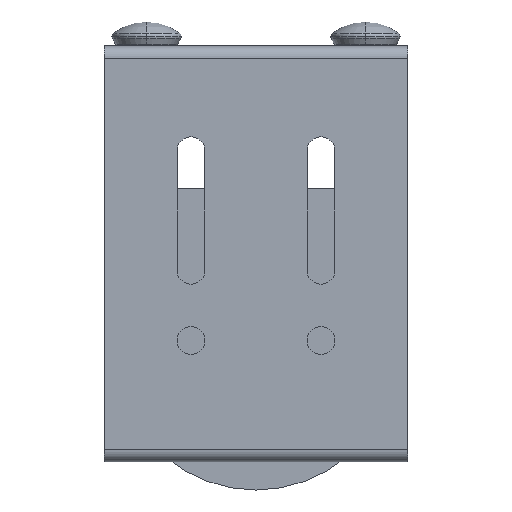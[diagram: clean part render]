
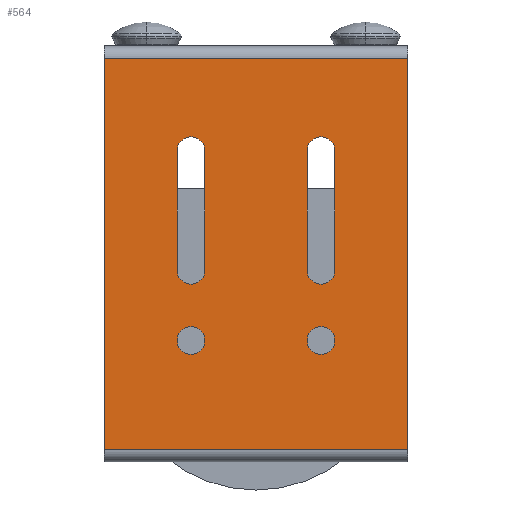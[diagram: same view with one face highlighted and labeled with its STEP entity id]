
A CAD part, left-side view. The second image highlights one B-rep face of the part: STEP entity #564.
In plain terms, the highlighted planar face has unit normal (-1, 0, 0).
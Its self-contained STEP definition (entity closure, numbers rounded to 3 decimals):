
#564=ADVANCED_FACE('',(#1362,#1363,#1364,#1365,#1366),#1367,.T.);
#1362=FACE_BOUND('',#2440,.T.);
#1363=FACE_BOUND('',#2441,.T.);
#1364=FACE_BOUND('',#2442,.T.);
#1365=FACE_BOUND('',#2443,.T.);
#1366=FACE_OUTER_BOUND('',#2444,.T.);
#1367=PLANE('',#2445);
#2440=EDGE_LOOP('',(#4059,#4060,#4061,#4062));
#2441=EDGE_LOOP('',(#4063,#4064,#4065,#4066));
#2442=EDGE_LOOP('',(#4067,#4068));
#2443=EDGE_LOOP('',(#4069,#4070));
#2444=EDGE_LOOP('',(#4071,#4072,#4073,#4074));
#2445=AXIS2_PLACEMENT_3D('',#4075,#4076,#4077);
#4059=ORIENTED_EDGE('',*,*,#6116,.T.);
#4060=ORIENTED_EDGE('',*,*,#6331,.T.);
#4061=ORIENTED_EDGE('',*,*,#6121,.T.);
#4062=ORIENTED_EDGE('',*,*,#6328,.T.);
#4063=ORIENTED_EDGE('',*,*,#6106,.T.);
#4064=ORIENTED_EDGE('',*,*,#6337,.T.);
#4065=ORIENTED_EDGE('',*,*,#6111,.T.);
#4066=ORIENTED_EDGE('',*,*,#6334,.T.);
#4067=ORIENTED_EDGE('',*,*,#6342,.T.);
#4068=ORIENTED_EDGE('',*,*,#6092,.T.);
#4069=ORIENTED_EDGE('',*,*,#6345,.T.);
#4070=ORIENTED_EDGE('',*,*,#6087,.T.);
#4071=ORIENTED_EDGE('',*,*,#6376,.T.);
#4072=ORIENTED_EDGE('',*,*,#6377,.F.);
#4073=ORIENTED_EDGE('',*,*,#6353,.F.);
#4074=ORIENTED_EDGE('',*,*,#6374,.T.);
#4075=CARTESIAN_POINT('',(0.0,35.0,48.));
#4076=DIRECTION('',(-1.0,0.0,0.0));
#4077=DIRECTION('',(0.0,0.0,-1.0));
#6087=EDGE_CURVE('',#7224,#7221,#7225,.T.);
#6092=EDGE_CURVE('',#7233,#7230,#7234,.T.);
#6106=EDGE_CURVE('',#7257,#7254,#7258,.T.);
#6111=EDGE_CURVE('',#7266,#7263,#7267,.T.);
#6116=EDGE_CURVE('',#7275,#7272,#7276,.T.);
#6121=EDGE_CURVE('',#7284,#7281,#7285,.T.);
#6328=EDGE_CURVE('',#7281,#7275,#7588,.T.);
#6331=EDGE_CURVE('',#7272,#7284,#7591,.T.);
#6334=EDGE_CURVE('',#7263,#7257,#7594,.T.);
#6337=EDGE_CURVE('',#7254,#7266,#7597,.T.);
#6342=EDGE_CURVE('',#7230,#7233,#7602,.T.);
#6345=EDGE_CURVE('',#7221,#7224,#7605,.T.);
#6353=EDGE_CURVE('',#7613,#7614,#7615,.T.);
#6374=EDGE_CURVE('',#7613,#7643,#7645,.T.);
#6376=EDGE_CURVE('',#7643,#7647,#7648,.T.);
#6377=EDGE_CURVE('',#7614,#7647,#7649,.T.);
#7221=VERTEX_POINT('',#8814);
#7224=VERTEX_POINT('',#8818);
#7225=CIRCLE('',#8819,3.2);
#7230=VERTEX_POINT('',#8825);
#7233=VERTEX_POINT('',#8829);
#7234=CIRCLE('',#8830,3.2);
#7254=VERTEX_POINT('',#8854);
#7257=VERTEX_POINT('',#8858);
#7258=CIRCLE('',#8859,3.2);
#7263=VERTEX_POINT('',#8865);
#7266=VERTEX_POINT('',#8869);
#7267=CIRCLE('',#8870,3.2);
#7272=VERTEX_POINT('',#8876);
#7275=VERTEX_POINT('',#8880);
#7276=CIRCLE('',#8881,3.2);
#7281=VERTEX_POINT('',#8887);
#7284=VERTEX_POINT('',#8891);
#7285=CIRCLE('',#8892,3.2);
#7588=LINE('',#9304,#9305);
#7591=LINE('',#9309,#9310);
#7594=LINE('',#9314,#9315);
#7597=LINE('',#9319,#9320);
#7602=CIRCLE('',#9326,3.2);
#7605=CIRCLE('',#9329,3.2);
#7613=VERTEX_POINT('',#9341);
#7614=VERTEX_POINT('',#9342);
#7615=LINE('',#9343,#9344);
#7643=VERTEX_POINT('',#9381);
#7645=LINE('',#9383,#9384);
#7647=VERTEX_POINT('',#9386);
#7648=LINE('',#9387,#9388);
#7649=LINE('',#9389,#9390);
#8814=CARTESIAN_POINT('',(0.0,-15.0,24.8));
#8818=CARTESIAN_POINT('',(0.0,-15.0,31.2));
#8819=AXIS2_PLACEMENT_3D('',#10814,#10815,#10816);
#8825=CARTESIAN_POINT('',(0.0,15.0,24.8));
#8829=CARTESIAN_POINT('',(0.0,15.0,31.2));
#8830=AXIS2_PLACEMENT_3D('',#10822,#10823,#10824);
#8854=CARTESIAN_POINT('',(0.0,-18.2,71.8));
#8858=CARTESIAN_POINT('',(0.0,-11.8,71.8));
#8859=AXIS2_PLACEMENT_3D('',#10845,#10846,#10847);
#8865=CARTESIAN_POINT('',(0.0,-11.8,44.2));
#8869=CARTESIAN_POINT('',(0.0,-18.2,44.2));
#8870=AXIS2_PLACEMENT_3D('',#10853,#10854,#10855);
#8876=CARTESIAN_POINT('',(0.0,11.8,71.8));
#8880=CARTESIAN_POINT('',(0.0,18.2,71.8));
#8881=AXIS2_PLACEMENT_3D('',#10861,#10862,#10863);
#8887=CARTESIAN_POINT('',(0.0,18.2,44.2));
#8891=CARTESIAN_POINT('',(0.0,11.8,44.2));
#8892=AXIS2_PLACEMENT_3D('',#10869,#10870,#10871);
#9304=CARTESIAN_POINT('',(0.0,18.2,53.));
#9305=VECTOR('',#11214,1.0);
#9309=CARTESIAN_POINT('',(0.0,11.8,56.45));
#9310=VECTOR('',#11216,1.0);
#9314=CARTESIAN_POINT('',(0.0,-11.8,53.));
#9315=VECTOR('',#11218,1.0);
#9319=CARTESIAN_POINT('',(0.0,-18.2,56.45));
#9320=VECTOR('',#11220,1.0);
#9326=AXIS2_PLACEMENT_3D('',#11225,#11226,#11227);
#9329=AXIS2_PLACEMENT_3D('',#11231,#11232,#11233);
#9341=CARTESIAN_POINT('',(0.,35.0,2.88));
#9342=CARTESIAN_POINT('',(0.0,35.0,93.12));
#9343=CARTESIAN_POINT('',(0.0,35.0,2.88));
#9344=VECTOR('',#11238,1.0);
#9381=CARTESIAN_POINT('',(0.,-35.0,2.88));
#9383=CARTESIAN_POINT('',(0.,35.0,2.88));
#9384=VECTOR('',#11269,1.0);
#9386=CARTESIAN_POINT('',(0.0,-35.0,93.12));
#9387=CARTESIAN_POINT('',(0.0,-35.0,2.88));
#9388=VECTOR('',#11270,1.0);
#9389=CARTESIAN_POINT('',(0.0,35.0,93.12));
#9390=VECTOR('',#11271,1.0);
#10814=CARTESIAN_POINT('',(0.0,-15.0,28.0));
#10815=DIRECTION('',(1.0,-0.0,0.0));
#10816=DIRECTION('',(0.0,0.0,-1.0));
#10822=CARTESIAN_POINT('',(0.0,15.0,28.0));
#10823=DIRECTION('',(1.0,-0.0,0.0));
#10824=DIRECTION('',(0.0,0.0,-1.0));
#10845=CARTESIAN_POINT('',(0.0,-15.0,71.8));
#10846=DIRECTION('',(1.0,-0.0,0.0));
#10847=DIRECTION('',(0.0,1.,0.));
#10853=CARTESIAN_POINT('',(0.0,-15.0,44.2));
#10854=DIRECTION('',(1.0,0.0,-0.0));
#10855=DIRECTION('',(0.0,-1.,0.));
#10861=CARTESIAN_POINT('',(0.0,15.0,71.8));
#10862=DIRECTION('',(1.0,-0.0,0.0));
#10863=DIRECTION('',(0.0,1.,0.));
#10869=CARTESIAN_POINT('',(0.0,15.0,44.2));
#10870=DIRECTION('',(1.0,0.0,-0.0));
#10871=DIRECTION('',(0.0,-1.,0.));
#11214=DIRECTION('',(0.0,-0.0,1.0));
#11216=DIRECTION('',(-0.0,-0.0,-1.0));
#11218=DIRECTION('',(0.0,-0.0,1.0));
#11220=DIRECTION('',(-0.0,-0.0,-1.0));
#11225=CARTESIAN_POINT('',(0.0,15.0,28.0));
#11226=DIRECTION('',(1.0,-0.0,0.0));
#11227=DIRECTION('',(0.0,0.0,-1.0));
#11231=CARTESIAN_POINT('',(0.0,-15.0,28.0));
#11232=DIRECTION('',(1.0,-0.0,0.0));
#11233=DIRECTION('',(0.0,0.0,-1.0));
#11238=DIRECTION('',(0.0,0.0,1.0));
#11269=DIRECTION('',(0.0,-1.0,0.0));
#11270=DIRECTION('',(0.0,0.0,1.0));
#11271=DIRECTION('',(0.0,-1.0,0.0));
